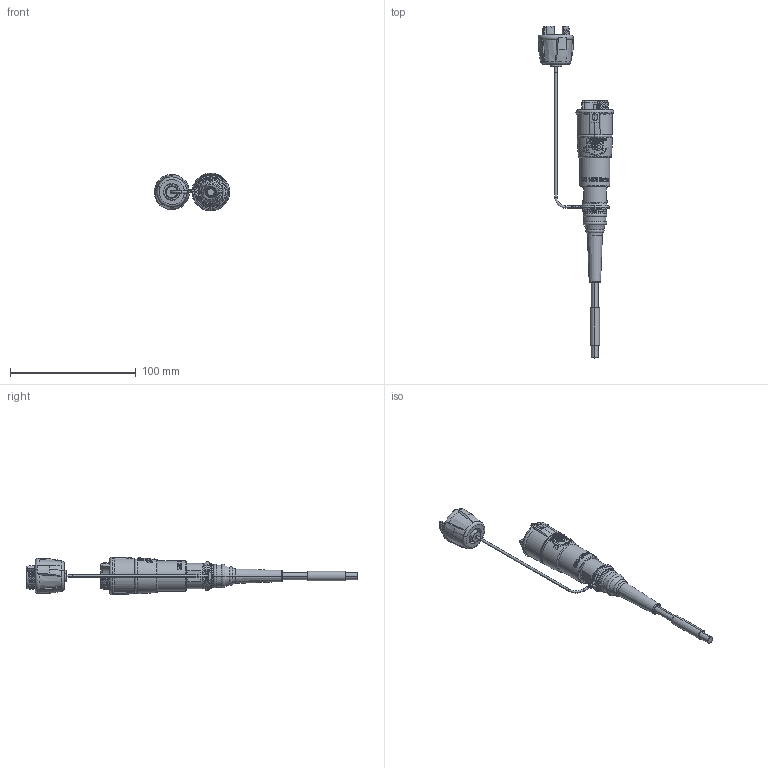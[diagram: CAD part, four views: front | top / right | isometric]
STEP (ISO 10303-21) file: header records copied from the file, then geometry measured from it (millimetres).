
FILE_DESCRIPTION (( 'STEP AP214' ), '1' );
FILE_NAME ('NKO4M3-FX_Step_01.STEP', '2021-06-17T05:53:19', ( '' ), ( '' ), 'SwSTEP 2.0', 'SolidWorks 2020', '' );
FILE_SCHEMA (( 'AUTOMOTIVE_DESIGN' ));
Length unit declared in the file: millimetre
Products named in the file (1): NKO4M3-FX_Step_01
Bounding box: 59.98 x 263.65 x 29.94 mm (x, y, z)
Volume: 55940.7 mm3; surface area: 26572.5 mm2
Topology: 6 solids, 7 shells, 1169 faces, 3070 edges, 2007 vertices
Faces by surface type: bspline 479, plane 343, cylinder 204, torus 83, cone 52, sphere 8
Entity records: 72237 total; most frequent: CARTESIAN_POINT 47473, ORIENTED_EDGE 6136, DIRECTION 3521, EDGE_CURVE 3068, VERTEX_POINT 2007, B_SPLINE_CURVE_WITH_KNOTS 1416, AXIS2_PLACEMENT_3D 1328, EDGE_LOOP 1271
